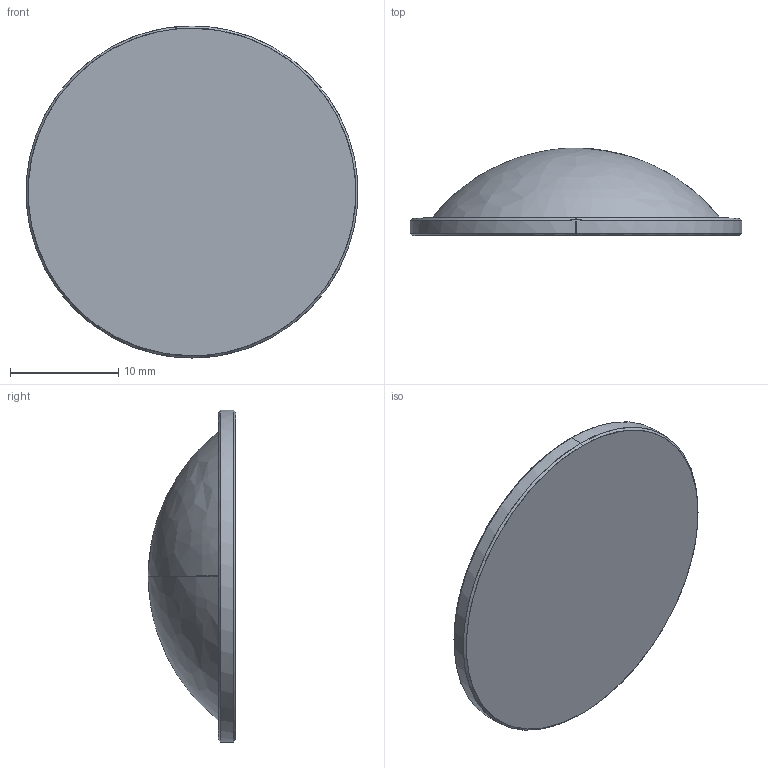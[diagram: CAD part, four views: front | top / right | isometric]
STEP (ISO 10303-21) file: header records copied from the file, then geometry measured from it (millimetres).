
FILE_DESCRIPTION(('FreeCAD Model'),'2;1');
FILE_NAME('Open CASCADE Shape Model','2025-04-26T00:53:52',('FreeCAD'),( 'FreeCAD'),'Open CASCADE STEP processor 7.6','FreeCAD','Unknown');
FILE_SCHEMA(('AUTOMOTIVE_DESIGN { 1 0 10303 214 1 1 1 1 }'));
Length unit declared in the file: millimetre
Products named in the file (1): Open CASCADE STEP translator 7.6 1
Bounding box: 30.58 x 8.07 x 30.62 mm (x, y, z)
Surface area: 1737.3 mm2 (no closed solid volume)
Topology: 0 solids, 10 shells, 10 faces, 226 edges, 223 vertices
Faces by surface type: bspline 10
Entity records: 1967 total; most frequent: CARTESIAN_POINT 1024, ORIENTED_EDGE 223, EDGE_CURVE 223, VERTEX_POINT 223, B_SPLINE_CURVE_WITH_KNOTS 205, FACE_BOUND 11, EDGE_LOOP 11, SHELL_BASED_SURFACE_MODEL 10
